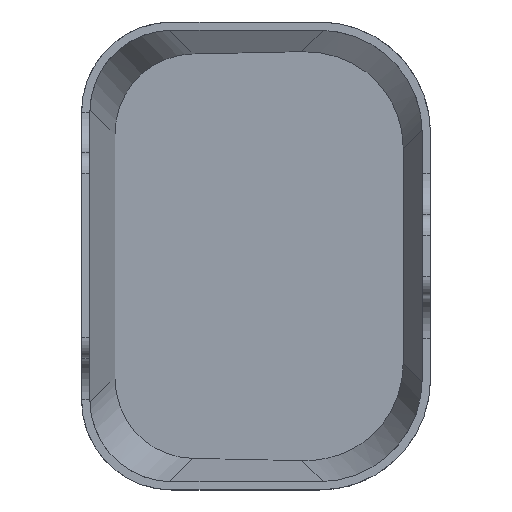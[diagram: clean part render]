
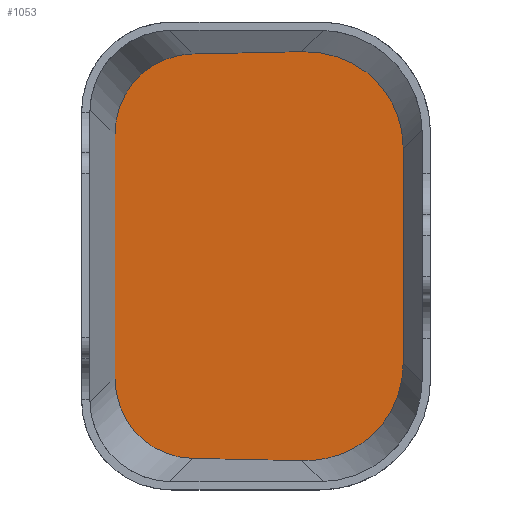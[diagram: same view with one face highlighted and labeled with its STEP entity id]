
A CAD part, top view. The second image highlights one B-rep face of the part: STEP entity #1053.
In plain terms, the highlighted planar face has unit normal (-0.079, 0, 0.997).
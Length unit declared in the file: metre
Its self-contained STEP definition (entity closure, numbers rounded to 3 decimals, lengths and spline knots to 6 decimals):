
#28=ELLIPSE('',#1122,0.027395,0.025);
#30=ELLIPSE('',#1125,0.027395,0.025);
#32=ELLIPSE('',#1128,0.021011,0.02);
#34=ELLIPSE('',#1131,0.021011,0.02);
#78=PLANE('',#1185);
#113=LINE('',#1636,#199);
#117=LINE('',#1649,#203);
#122=LINE('',#1665,#208);
#126=LINE('',#1678,#212);
#199=VECTOR('',#1308,1.);
#203=VECTOR('',#1318,1.);
#208=VECTOR('',#1329,1.);
#212=VECTOR('',#1339,1.);
#543=ORIENTED_EDGE('',*,*,#609,.T.);
#544=ORIENTED_EDGE('',*,*,#633,.T.);
#545=ORIENTED_EDGE('',*,*,#622,.F.);
#546=ORIENTED_EDGE('',*,*,#635,.T.);
#547=ORIENTED_EDGE('',*,*,#628,.F.);
#548=ORIENTED_EDGE('',*,*,#639,.T.);
#549=ORIENTED_EDGE('',*,*,#615,.T.);
#550=ORIENTED_EDGE('',*,*,#637,.T.);
#609=EDGE_CURVE('',#747,#748,#113,.T.);
#615=EDGE_CURVE('',#753,#754,#117,.T.);
#622=EDGE_CURVE('',#760,#761,#122,.F.);
#628=EDGE_CURVE('',#766,#767,#126,.F.);
#633=EDGE_CURVE('',#748,#761,#28,.F.);
#635=EDGE_CURVE('',#760,#767,#30,.F.);
#637=EDGE_CURVE('',#754,#747,#32,.F.);
#639=EDGE_CURVE('',#766,#753,#34,.F.);
#747=VERTEX_POINT('',#1637);
#748=VERTEX_POINT('',#1638);
#753=VERTEX_POINT('',#1650);
#754=VERTEX_POINT('',#1651);
#760=VERTEX_POINT('',#1664);
#761=VERTEX_POINT('',#1666);
#766=VERTEX_POINT('',#1677);
#767=VERTEX_POINT('',#1679);
#902=EDGE_LOOP('',(#543,#544,#545,#546,#547,#548,#549,#550));
#970=FACE_BOUND('',#902,.T.);
#1053=ADVANCED_FACE('',(#970),#78,.F.);
#1122=AXIS2_PLACEMENT_3D('',#1688,#1348,#1349);
#1125=AXIS2_PLACEMENT_3D('',#1691,#1354,#1355);
#1128=AXIS2_PLACEMENT_3D('',#1694,#1360,#1361);
#1131=AXIS2_PLACEMENT_3D('',#1697,#1366,#1367);
#1185=AXIS2_PLACEMENT_3D('',#1819,#1510,#1511);
#1308=DIRECTION('',(0.997,-0.021,0.078));
#1318=DIRECTION('',(0.,-1.,0.));
#1329=DIRECTION('',(0.,1.,0.));
#1339=DIRECTION('',(-0.997,-0.021,-0.078));
#1348=DIRECTION('',(0.078,0.,-0.997));
#1349=DIRECTION('',(-0.788,0.613,-0.062));
#1354=DIRECTION('',(0.078,0.,-0.997));
#1355=DIRECTION('',(-0.788,-0.613,-0.062));
#1360=DIRECTION('',(0.078,0.,-0.997));
#1361=DIRECTION('',(0.574,0.818,0.045));
#1366=DIRECTION('',(0.078,0.,-0.997));
#1367=DIRECTION('',(0.574,-0.818,0.045));
#1510=DIRECTION('',(0.078,0.,-0.997));
#1511=DIRECTION('',(0.997,0.,0.078));
#1636=CARTESIAN_POINT('',(0.009751,-0.049629,-0.025043));
#1637=CARTESIAN_POINT('',(-0.00739,-0.049268,-0.026392));
#1638=CARTESIAN_POINT('',(0.019241,-0.04983,-0.024296));
#1649=CARTESIAN_POINT('',(-0.026309,0.,-0.027881));
#1650=CARTESIAN_POINT('',(-0.026309,0.029551,-0.027881));
#1651=CARTESIAN_POINT('',(-0.026309,-0.029551,-0.027881));
#1664=CARTESIAN_POINT('',(0.04391,0.026202,-0.022355));
#1665=CARTESIAN_POINT('',(0.04391,0.,-0.022355));
#1666=CARTESIAN_POINT('',(0.04391,-0.026202,-0.022355));
#1677=CARTESIAN_POINT('',(-0.00739,0.049268,-0.026392));
#1678=CARTESIAN_POINT('',(0.009751,0.049629,-0.025043));
#1679=CARTESIAN_POINT('',(0.019241,0.04983,-0.024296));
#1688=CARTESIAN_POINT('',(0.01747,-0.02391,-0.024436));
#1691=CARTESIAN_POINT('',(0.01747,0.02391,-0.024436));
#1694=CARTESIAN_POINT('',(-0.006031,-0.028591,-0.026285));
#1697=CARTESIAN_POINT('',(-0.006031,0.028591,-0.026285));
#1819=CARTESIAN_POINT('',(0.008674,0.,-0.025128));
